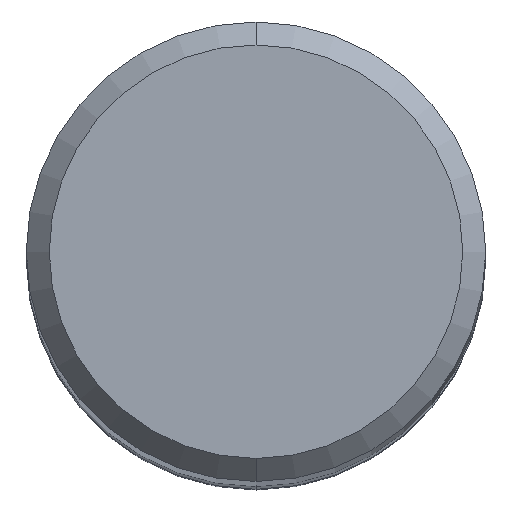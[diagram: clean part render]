
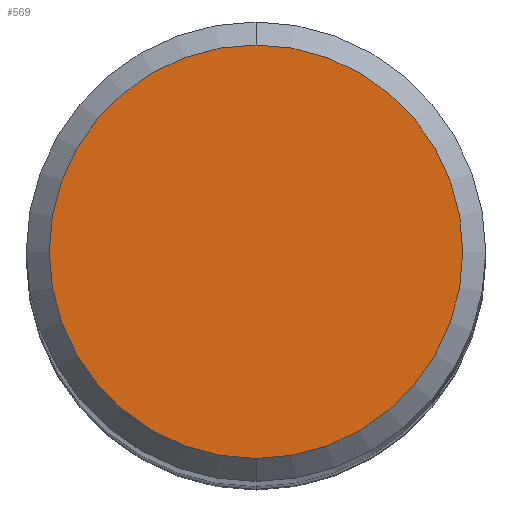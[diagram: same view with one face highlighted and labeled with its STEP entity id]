
A CAD part, top view. The second image highlights one B-rep face of the part: STEP entity #569.
In plain terms, the highlighted planar face has unit normal (0, 0, 1).
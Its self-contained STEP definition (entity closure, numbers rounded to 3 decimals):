
#281=VERTEX_POINT('',#679);
#387=VERTEX_POINT('',#797);
#537=EDGE_CURVE('',#387,#281,#963,.T.);
#563=EDGE_CURVE('',#281,#387,#990,.T.);
#569=ADVANCED_FACE('',(#996),#997,.T.);
#679=CARTESIAN_POINT('',(0.,-3.6,0.0));
#797=CARTESIAN_POINT('',(0.0,3.6,0.0));
#963=CIRCLE('',#1654,3.6);
#990=CIRCLE('',#1732,3.6);
#996=FACE_OUTER_BOUND('',#1740,.T.);
#997=PLANE('',#1741);
#1654=AXIS2_PLACEMENT_3D('',#2215,#2216,#2217);
#1732=AXIS2_PLACEMENT_3D('',#2238,#2239,#2240);
#1740=EDGE_LOOP('',(#2243,#2244));
#1741=AXIS2_PLACEMENT_3D('',#2245,#2246,#2247);
#2215=CARTESIAN_POINT('',(0.0,0.0,0.0));
#2216=DIRECTION('',(0.0,0.0,-1.0));
#2217=DIRECTION('',(0.0,1.0,0.0));
#2238=CARTESIAN_POINT('',(0.0,0.0,0.0));
#2239=DIRECTION('',(0.0,0.0,-1.0));
#2240=DIRECTION('',(0.0,1.0,0.0));
#2243=ORIENTED_EDGE('',*,*,#537,.F.);
#2244=ORIENTED_EDGE('',*,*,#563,.F.);
#2245=CARTESIAN_POINT('',(0.0,1.8,0.0));
#2246=DIRECTION('',(-0.0,0.0,1.0));
#2247=DIRECTION('',(0.0,-1.0,0.0));
